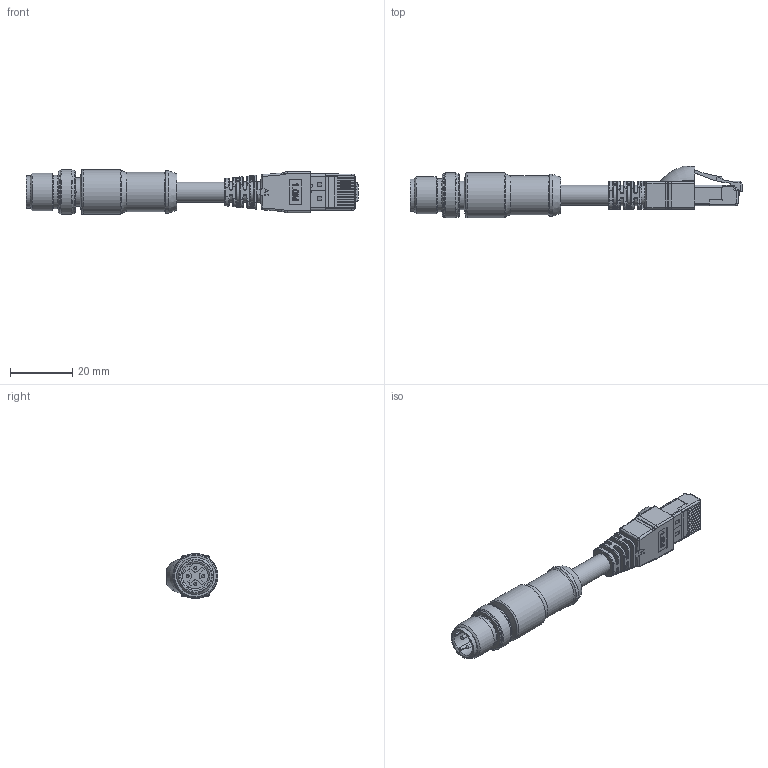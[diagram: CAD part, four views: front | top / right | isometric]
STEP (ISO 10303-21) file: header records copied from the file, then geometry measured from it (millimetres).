
FILE_DESCRIPTION(('FreeCAD Model'),'2;1');
FILE_NAME('DS-MS4TZ-T97X+RJM45.stp','2021-12-13T14:09:56',('Author' ),(''),'Open CASCADE STEP processor 7.3','FreeCAD','Unknown');
FILE_SCHEMA(('AUTOMOTIVE_DESIGN { 1 0 10303 214 1 1 1 1 }'));
Products named in the file (1): DS-MS4TZ-T97X+RJM45
Bounding box: 106.91 x 16.65 x 14.5 mm (x, y, z)
Volume: 10467.4 mm3; surface area: 8515.6 mm2
Topology: 3 solids, 11 shells, 1103 faces, 8651 edges, 24751 vertices
Faces by surface type: plane 599, cylinder 323, bspline 100, torus 32, extrusion 23, cone 15, sphere 10, revolution 1
Full cylindrical faces by diameter (mm): 1 x4, 5.2 x1, 6.2 x1, 6.5 x1, 6.6 x2, 8.3 x1, 9.2 x1, 10.4 x1, 10.7 x1, 12 x1, 12.6 x1, 13.6 x1, 14 x2, 14.5 x2
Entity records: 158940 total; most frequent: CARTESIAN_POINT 57402, DIRECTION 16850, VECTOR 10233, LINE 10210, GEOMETRIC_CURVE_SET 5761, ORIENTED_EDGE 5734, PCURVE 5734, DEFINITIONAL_REPRESENTATION 5734
